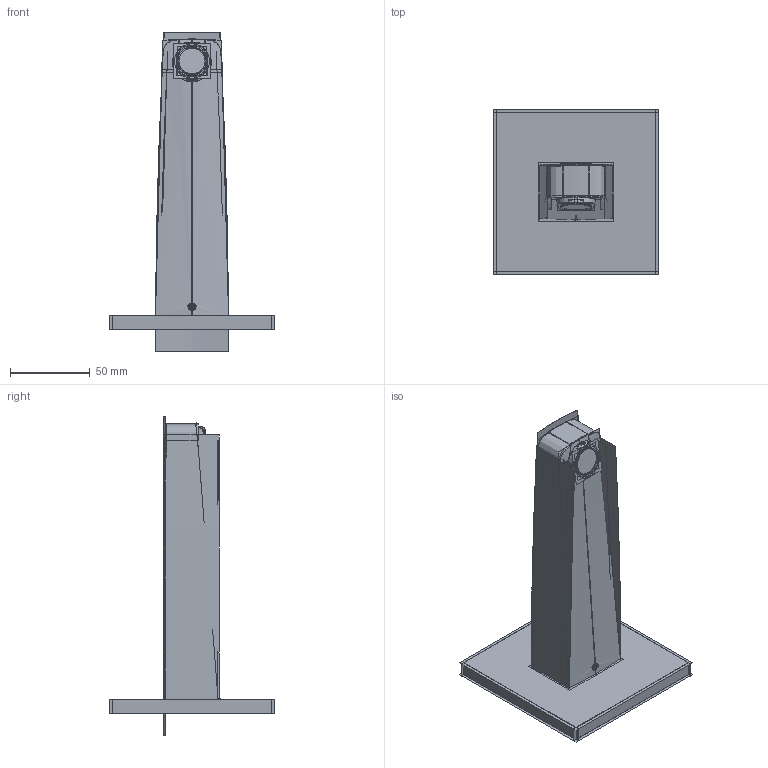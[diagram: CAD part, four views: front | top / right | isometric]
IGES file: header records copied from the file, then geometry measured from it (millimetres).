
Start section:  PTC IGES file: a42739_asm.igs
Global section: file name: a42739_asm.igs; native system: Creo Parametric by PTC Inc.; preprocessor: 2018300; author: sertac.ozeser; organization: Unknown; date: 20201127.150806; units: millimetre
Bounding box: 104 x 104 x 200.2 mm (x, y, z)
Surface area: 304649.5 mm2 (no closed solid volume)
Topology: 0 solids, 0 shells, 942 faces, 13974 edges, 18101 vertices
Faces by surface type: bspline 574, revolution 360, extrusion 8
